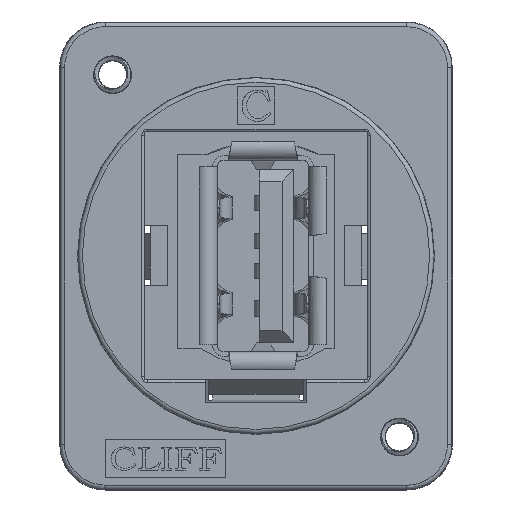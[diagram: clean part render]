
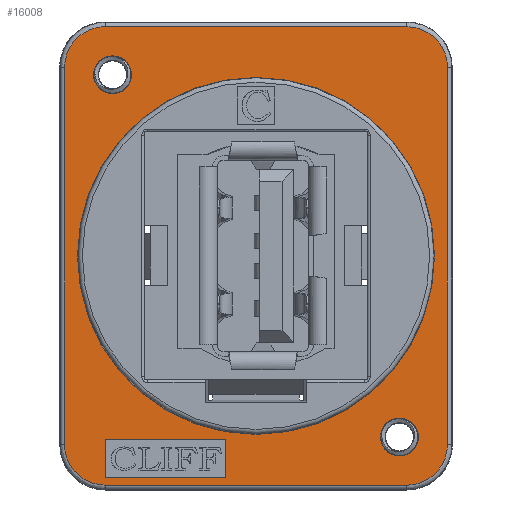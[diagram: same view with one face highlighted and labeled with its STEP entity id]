
A CAD part, top view. The second image highlights one B-rep face of the part: STEP entity #16008.
In plain terms, the highlighted planar face has unit normal (0, 0, 1).
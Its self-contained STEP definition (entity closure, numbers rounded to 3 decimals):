
#266=ELLIPSE('',#16972,2.7,2.7);
#267=ELLIPSE('',#16973,2.7,2.7);
#268=ELLIPSE('',#16974,2.7,2.7);
#269=ELLIPSE('',#16975,2.7,2.7);
#690=FACE_BOUND('',#2407,.T.);
#691=FACE_BOUND('',#2408,.T.);
#692=FACE_BOUND('',#2409,.T.);
#693=FACE_BOUND('',#2410,.T.);
#1570=FACE_OUTER_BOUND('',#2406,.T.);
#2406=EDGE_LOOP('',(#13652,#13653,#13654,#13655,#13656,#13657,#13658,#13659));
#2407=EDGE_LOOP('',(#13660));
#2408=EDGE_LOOP('',(#13661));
#2409=EDGE_LOOP('',(#13662,#13663,#13664,#13665));
#2410=EDGE_LOOP('',(#13666));
#2680=CIRCLE('',#16756,1.25);
#2681=CIRCLE('',#16758,1.25);
#2694=CIRCLE('',#16794,11.823);
#4222=LINE('',#42833,#5762);
#4226=LINE('',#42841,#5766);
#4229=LINE('',#42847,#5769);
#4232=LINE('',#42852,#5772);
#4251=LINE('',#42918,#5791);
#4252=LINE('',#42922,#5792);
#4253=LINE('',#42926,#5793);
#4254=LINE('',#42929,#5794);
#5762=VECTOR('',#20245,2.5);
#5766=VECTOR('',#20251,8.);
#5769=VECTOR('',#20256,2.5);
#5772=VECTOR('',#20261,8.);
#5791=VECTOR('',#20324,24.965);
#5792=VECTOR('',#20327,19.965);
#5793=VECTOR('',#20330,24.965);
#5794=VECTOR('',#20333,19.965);
#6823=VERTEX_POINT('',#40628);
#6824=VERTEX_POINT('',#40632);
#6862=VERTEX_POINT('',#40904);
#7152=VERTEX_POINT('',#42831);
#7153=VERTEX_POINT('',#42832);
#7156=VERTEX_POINT('',#42840);
#7158=VERTEX_POINT('',#42846);
#7169=VERTEX_POINT('',#42914);
#7170=VERTEX_POINT('',#42915);
#7171=VERTEX_POINT('',#42917);
#7172=VERTEX_POINT('',#42919);
#7173=VERTEX_POINT('',#42921);
#7174=VERTEX_POINT('',#42923);
#7175=VERTEX_POINT('',#42925);
#7176=VERTEX_POINT('',#42927);
#8813=EDGE_CURVE('',#6823,#6823,#2680,.T.);
#8815=EDGE_CURVE('',#6824,#6824,#2681,.T.);
#8879=EDGE_CURVE('',#6862,#6862,#2694,.T.);
#9336=EDGE_CURVE('',#7152,#7153,#4222,.T.);
#9340=EDGE_CURVE('',#7156,#7152,#4226,.T.);
#9343=EDGE_CURVE('',#7158,#7156,#4229,.T.);
#9346=EDGE_CURVE('',#7153,#7158,#4232,.T.);
#9372=EDGE_CURVE('',#7169,#7170,#266,.T.);
#9373=EDGE_CURVE('',#7171,#7169,#4251,.T.);
#9374=EDGE_CURVE('',#7172,#7171,#267,.T.);
#9375=EDGE_CURVE('',#7173,#7172,#4252,.T.);
#9376=EDGE_CURVE('',#7174,#7173,#268,.T.);
#9377=EDGE_CURVE('',#7175,#7174,#4253,.T.);
#9378=EDGE_CURVE('',#7176,#7175,#269,.T.);
#9379=EDGE_CURVE('',#7170,#7176,#4254,.T.);
#13652=ORIENTED_EDGE('',*,*,#9372,.F.);
#13653=ORIENTED_EDGE('',*,*,#9373,.F.);
#13654=ORIENTED_EDGE('',*,*,#9374,.F.);
#13655=ORIENTED_EDGE('',*,*,#9375,.F.);
#13656=ORIENTED_EDGE('',*,*,#9376,.F.);
#13657=ORIENTED_EDGE('',*,*,#9377,.F.);
#13658=ORIENTED_EDGE('',*,*,#9378,.F.);
#13659=ORIENTED_EDGE('',*,*,#9379,.F.);
#13660=ORIENTED_EDGE('',*,*,#8813,.T.);
#13661=ORIENTED_EDGE('',*,*,#8815,.T.);
#13662=ORIENTED_EDGE('',*,*,#9336,.T.);
#13663=ORIENTED_EDGE('',*,*,#9346,.T.);
#13664=ORIENTED_EDGE('',*,*,#9343,.T.);
#13665=ORIENTED_EDGE('',*,*,#9340,.T.);
#13666=ORIENTED_EDGE('',*,*,#8879,.T.);
#14472=PLANE('',#16971);
#16008=ADVANCED_FACE('',(#1570,#690,#691,#692,#693),#14472,.T.);
#16756=AXIS2_PLACEMENT_3D('',#40629,#19504,#19505);
#16758=AXIS2_PLACEMENT_3D('',#40633,#19509,#19510);
#16794=AXIS2_PLACEMENT_3D('',#40905,#19616,#19617);
#16971=AXIS2_PLACEMENT_3D('',#42913,#20320,#20321);
#16972=AXIS2_PLACEMENT_3D('',#42916,#20322,#20323);
#16973=AXIS2_PLACEMENT_3D('',#42920,#20325,#20326);
#16974=AXIS2_PLACEMENT_3D('',#42924,#20328,#20329);
#16975=AXIS2_PLACEMENT_3D('',#42928,#20331,#20332);
#19504=DIRECTION('center_axis',(0.,0.,
-1.));
#19505=DIRECTION('ref_axis',(-1.,0.,0.));
#19509=DIRECTION('center_axis',(0.,0.,
-1.));
#19510=DIRECTION('ref_axis',(-1.,0.,0.));
#19616=DIRECTION('center_axis',(0.,0.,
-1.));
#19617=DIRECTION('ref_axis',(-1.,0.,0.));
#20245=DIRECTION('',(0.,1.,0.));
#20251=DIRECTION('',(-1.,0.,0.));
#20256=DIRECTION('',(0.,-1.,0.));
#20261=DIRECTION('',(1.,0.,0.));
#20320=DIRECTION('center_axis',(0.,0.,
1.));
#20321=DIRECTION('ref_axis',(1.,0.,0.));
#20322=DIRECTION('center_axis',(0.,0.,
-1.));
#20323=DIRECTION('ref_axis',(-0.707,0.707,0.));
#20324=DIRECTION('',(0.,1.,0.));
#20325=DIRECTION('center_axis',(0.,0.,
-1.));
#20326=DIRECTION('ref_axis',(-0.707,-0.707,0.));
#20327=DIRECTION('',(-1.,0.,0.));
#20328=DIRECTION('center_axis',(0.,0.,
-1.));
#20329=DIRECTION('ref_axis',(0.707,-0.707,0.));
#20330=DIRECTION('',(0.,-1.,0.));
#20331=DIRECTION('center_axis',(0.,0.,
-1.));
#20332=DIRECTION('ref_axis',(0.707,0.707,0.));
#20333=DIRECTION('',(1.,0.,0.));
#40628=CARTESIAN_POINT('',(-8.25,12.,0.));
#40629=CARTESIAN_POINT('Origin',(-9.5,12.,0.));
#40632=CARTESIAN_POINT('',(10.75,-12.,0.));
#40633=CARTESIAN_POINT('Origin',(9.5,-12.,0.));
#40904=CARTESIAN_POINT('',(11.823,0.,0.));
#40905=CARTESIAN_POINT('Origin',(0.,0.,
0.));
#42831=CARTESIAN_POINT('',(-10.,-14.683,0.));
#42832=CARTESIAN_POINT('',(-10.,-12.183,0.));
#42833=CARTESIAN_POINT('',(-10.,-7.341,0.));
#42840=CARTESIAN_POINT('',(-2.,-14.683,0.));
#42841=CARTESIAN_POINT('',(-1.,-14.683,0.));
#42846=CARTESIAN_POINT('',(-2.,-12.183,0.));
#42847=CARTESIAN_POINT('',(-2.,-6.091,0.));
#42852=CARTESIAN_POINT('',(-5.,-12.183,0.));
#42913=CARTESIAN_POINT('Origin',(0.,0.,
0.));
#42914=CARTESIAN_POINT('',(-12.683,12.483,0.));
#42915=CARTESIAN_POINT('',(-9.983,15.183,0.));
#42916=CARTESIAN_POINT('Origin',(-9.982,12.482,0.));
#42917=CARTESIAN_POINT('',(-12.683,-12.483,0.));
#42918=CARTESIAN_POINT('',(-12.683,-7.75,0.));
#42919=CARTESIAN_POINT('',(-9.983,-15.183,0.));
#42920=CARTESIAN_POINT('Origin',(-9.982,-12.482,0.));
#42921=CARTESIAN_POINT('',(9.983,-15.183,0.));
#42922=CARTESIAN_POINT('',(6.5,-15.183,0.));
#42923=CARTESIAN_POINT('',(12.683,-12.483,0.));
#42924=CARTESIAN_POINT('Origin',(9.982,-12.482,0.));
#42925=CARTESIAN_POINT('',(12.683,12.483,0.));
#42926=CARTESIAN_POINT('',(12.683,7.75,0.));
#42927=CARTESIAN_POINT('',(9.983,15.183,0.));
#42928=CARTESIAN_POINT('Origin',(9.982,12.482,0.));
#42929=CARTESIAN_POINT('',(-6.5,15.183,0.));
